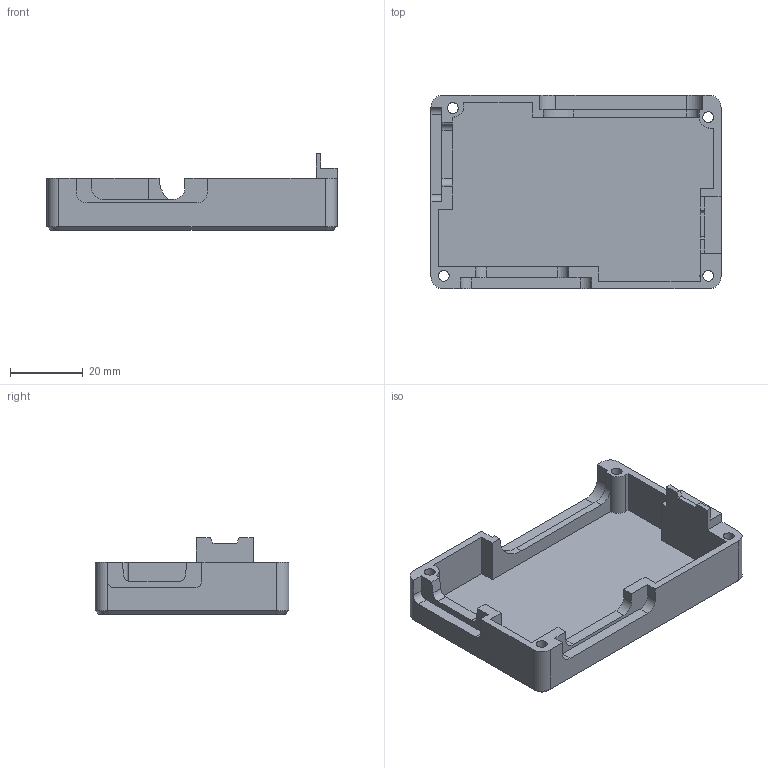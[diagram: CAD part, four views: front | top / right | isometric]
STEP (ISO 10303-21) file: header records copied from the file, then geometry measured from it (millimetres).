
FILE_DESCRIPTION(/* description */ (''),/* implementation_level */ '2;1');
FILE_NAME(/* name */ 'Triple Controller Adapter Bottom.step',/* time_stamp */ '2021-10-10T22:35:53-05:00',/* author */ (''),/* organization */ (''),/* preprocessor_version */ 'ST-DEVELOPER v18.1',/* originating_system */ 'Autodesk Translation Framework v10.10.0.1391',/* authorisation */ '');
FILE_SCHEMA (('AUTOMOTIVE_DESIGN { 1 0 10303 214 3 1 1 }'));
Length unit declared in the file: millimetre
Products named in the file (1): Bottom
Bounding box: 79.5 x 53 x 21 mm (x, y, z)
Volume: 17503.1 mm3; surface area: 14790.5 mm2
Topology: 1 solids, 1 shells, 91 faces, 250 edges, 163 vertices
Faces by surface type: plane 61, cylinder 26, cone 4
Full cylindrical faces by diameter (mm): 3 x4, 4.5 x4
Entity records: 2928 total; most frequent: CARTESIAN_POINT 508, ORIENTED_EDGE 500, DIRECTION 491, EDGE_CURVE 250, LINE 191, VECTOR 191, VERTEX_POINT 163, AXIS2_PLACEMENT_3D 150
